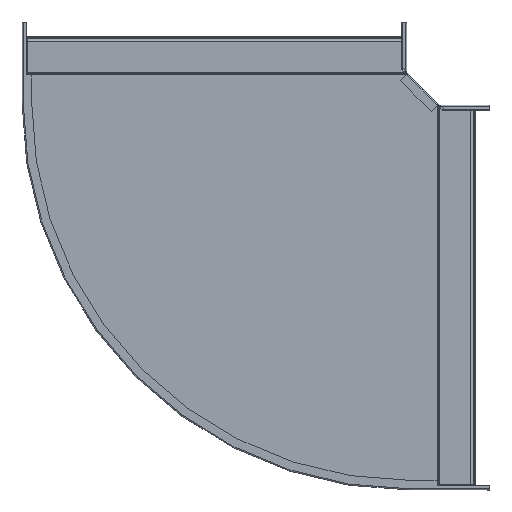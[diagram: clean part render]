
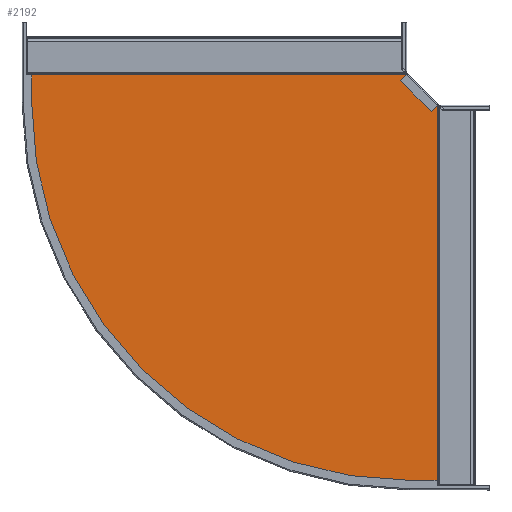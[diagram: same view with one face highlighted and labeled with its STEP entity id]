
A CAD part, front view. The second image highlights one B-rep face of the part: STEP entity #2192.
In plain terms, the highlighted planar face has unit normal (0, -1, 0).
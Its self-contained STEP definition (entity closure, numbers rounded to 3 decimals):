
#1 = DIRECTION ( 'NONE',  ( 0.707, 0., -0.707 ) ) ;
#86 = LINE ( 'NONE', #1451, #2098 ) ;
#99 = VECTOR ( 'NONE', #1082, 1000. ) ;
#136 = VERTEX_POINT ( 'NONE', #3702 ) ;
#143 = CARTESIAN_POINT ( 'NONE',  ( -19.662, -1., -617.912 ) ) ;
#146 = DIRECTION ( 'NONE',  ( 0., 1., 0. ) ) ;
#226 = CARTESIAN_POINT ( 'NONE',  ( 24.048, -1., -611.412 ) ) ;
#349 = VECTOR ( 'NONE', #5353, 1000. ) ;
#445 = ORIENTED_EDGE ( 'NONE', *, *, #477, .F. ) ;
#477 = EDGE_CURVE ( 'NONE', #2400, #3409, #2843, .T. ) ;
#526 = CARTESIAN_POINT ( 'NONE',  ( 23.412, -1., -611.412 ) ) ;
#743 = ORIENTED_EDGE ( 'NONE', *, *, #1902, .F. ) ;
#772 = CARTESIAN_POINT ( 'NONE',  ( 23.412, -1., -617.912 ) ) ;
#817 = EDGE_CURVE ( 'NONE', #4392, #5007, #2406, .T. ) ;
#1082 = DIRECTION ( 'NONE',  ( 0., 0., -1. ) ) ;
#1274 = EDGE_CURVE ( 'NONE', #3954, #4035, #2990, .T. ) ;
#1428 = VECTOR ( 'NONE', #3919, 1000. ) ;
#1451 = CARTESIAN_POINT ( 'NONE',  ( -617.912, -1., -19.662 ) ) ;
#1473 = AXIS2_PLACEMENT_3D ( 'NONE', #4627, #5382, #4115 ) ;
#1504 = CARTESIAN_POINT ( 'NONE',  ( 75.912, -1., -611.412 ) ) ;
#1616 = FACE_OUTER_BOUND ( 'NONE', #4408, .T. ) ;
#1695 = CARTESIAN_POINT ( 'NONE',  ( -19.662, -1., 24.048 ) ) ;
#1717 = ORIENTED_EDGE ( 'NONE', *, *, #4080, .T. ) ;
#1760 = LINE ( 'NONE', #3944, #1428 ) ;
#1821 = VECTOR ( 'NONE', #4284, 1000. ) ;
#1835 = VERTEX_POINT ( 'NONE', #3319 ) ;
#1902 = EDGE_CURVE ( 'NONE', #3954, #4392, #4350, .T. ) ;
#1923 = LINE ( 'NONE', #1504, #349 ) ;
#2024 = EDGE_CURVE ( 'NONE', #1835, #3409, #3973, .T. ) ;
#2026 = EDGE_CURVE ( 'NONE', #136, #3641, #86, .T. ) ;
#2042 = ORIENTED_EDGE ( 'NONE', *, *, #4973, .F. ) ;
#2098 = VECTOR ( 'NONE', #2294, 1000. ) ;
#2192 = ADVANCED_FACE ( 'NONE', ( #1616 ), #3739, .T. ) ;
#2209 = CARTESIAN_POINT ( 'NONE',  ( -611.412, -1., 23.412 ) ) ;
#2226 = ORIENTED_EDGE ( 'NONE', *, *, #817, .F. ) ;
#2282 = VECTOR ( 'NONE', #1, 1000. ) ;
#2294 = DIRECTION ( 'NONE',  ( 0., 0., 1. ) ) ;
#2400 = VERTEX_POINT ( 'NONE', #526 ) ;
#2406 = LINE ( 'NONE', #2443, #99 ) ;
#2443 = CARTESIAN_POINT ( 'NONE',  ( 24.048, -1., -19.662 ) ) ;
#2513 = CIRCLE ( 'NONE', #2780, 598.25 ) ;
#2546 = CARTESIAN_POINT ( 'NONE',  ( -24.048, -1., 24.048 ) ) ;
#2780 = AXIS2_PLACEMENT_3D ( 'NONE', #5333, #146, #4914 ) ;
#2843 = LINE ( 'NONE', #772, #4889 ) ;
#2888 = ORIENTED_EDGE ( 'NONE', *, *, #1274, .T. ) ;
#2990 = LINE ( 'NONE', #1695, #1821 ) ;
#2998 = CARTESIAN_POINT ( 'NONE',  ( -12.021, -1., 12.021 ) ) ;
#3174 = DIRECTION ( 'NONE',  ( 1., 0., 0. ) ) ;
#3228 = ORIENTED_EDGE ( 'NONE', *, *, #4391, .T. ) ;
#3271 = VERTEX_POINT ( 'NONE', #2209 ) ;
#3319 = CARTESIAN_POINT ( 'NONE',  ( -19.662, -1., -617.912 ) ) ;
#3409 = VERTEX_POINT ( 'NONE', #3569 ) ;
#3569 = CARTESIAN_POINT ( 'NONE',  ( 23.412, -1., -617.912 ) ) ;
#3641 = VERTEX_POINT ( 'NONE', #4347 ) ;
#3702 = CARTESIAN_POINT ( 'NONE',  ( -617.912, -1., -19.662 ) ) ;
#3739 = PLANE ( 'NONE',  #1473 ) ;
#3919 = DIRECTION ( 'NONE',  ( 0., 0., -1. ) ) ;
#3944 = CARTESIAN_POINT ( 'NONE',  ( -611.412, -1., 75.912 ) ) ;
#3954 = VERTEX_POINT ( 'NONE', #2546 ) ;
#3958 = DIRECTION ( 'NONE',  ( -1., 0., 0. ) ) ;
#3973 = LINE ( 'NONE', #143, #5536 ) ;
#4035 = VERTEX_POINT ( 'NONE', #4753 ) ;
#4044 = CARTESIAN_POINT ( 'NONE',  ( -617.912, -1., 23.412 ) ) ;
#4075 = LINE ( 'NONE', #4044, #4325 ) ;
#4080 = EDGE_CURVE ( 'NONE', #3271, #3641, #4075, .T. ) ;
#4115 = DIRECTION ( 'NONE',  ( 0., 0., -1. ) ) ;
#4161 = DIRECTION ( 'NONE',  ( 0., 0., -1. ) ) ;
#4284 = DIRECTION ( 'NONE',  ( -1., 0., 0. ) ) ;
#4325 = VECTOR ( 'NONE', #3958, 1000. ) ;
#4347 = CARTESIAN_POINT ( 'NONE',  ( -617.912, -1., 23.412 ) ) ;
#4350 = LINE ( 'NONE', #2998, #2282 ) ;
#4391 = EDGE_CURVE ( 'NONE', #4035, #3271, #1760, .T. ) ;
#4392 = VERTEX_POINT ( 'NONE', #4743 ) ;
#4405 = ORIENTED_EDGE ( 'NONE', *, *, #2026, .F. ) ;
#4408 = EDGE_LOOP ( 'NONE', ( #743, #2888, #3228, #1717, #4405, #4984, #5063, #445, #2042, #2226 ) ) ;
#4608 = EDGE_CURVE ( 'NONE', #1835, #136, #2513, .T. ) ;
#4627 = CARTESIAN_POINT ( 'NONE',  ( -19.662, -1., -19.662 ) ) ;
#4743 = CARTESIAN_POINT ( 'NONE',  ( 24.048, -1., -24.048 ) ) ;
#4753 = CARTESIAN_POINT ( 'NONE',  ( -611.412, -1., 24.048 ) ) ;
#4889 = VECTOR ( 'NONE', #4161, 1000. ) ;
#4914 = DIRECTION ( 'NONE',  ( 0., 0., -1. ) ) ;
#4973 = EDGE_CURVE ( 'NONE', #5007, #2400, #1923, .T. ) ;
#4984 = ORIENTED_EDGE ( 'NONE', *, *, #4608, .F. ) ;
#5007 = VERTEX_POINT ( 'NONE', #226 ) ;
#5063 = ORIENTED_EDGE ( 'NONE', *, *, #2024, .T. ) ;
#5333 = CARTESIAN_POINT ( 'NONE',  ( -19.662, -1., -19.662 ) ) ;
#5353 = DIRECTION ( 'NONE',  ( -1., 0., 0. ) ) ;
#5382 = DIRECTION ( 'NONE',  ( 0., -1., 0. ) ) ;
#5536 = VECTOR ( 'NONE', #3174, 1000. ) ;
